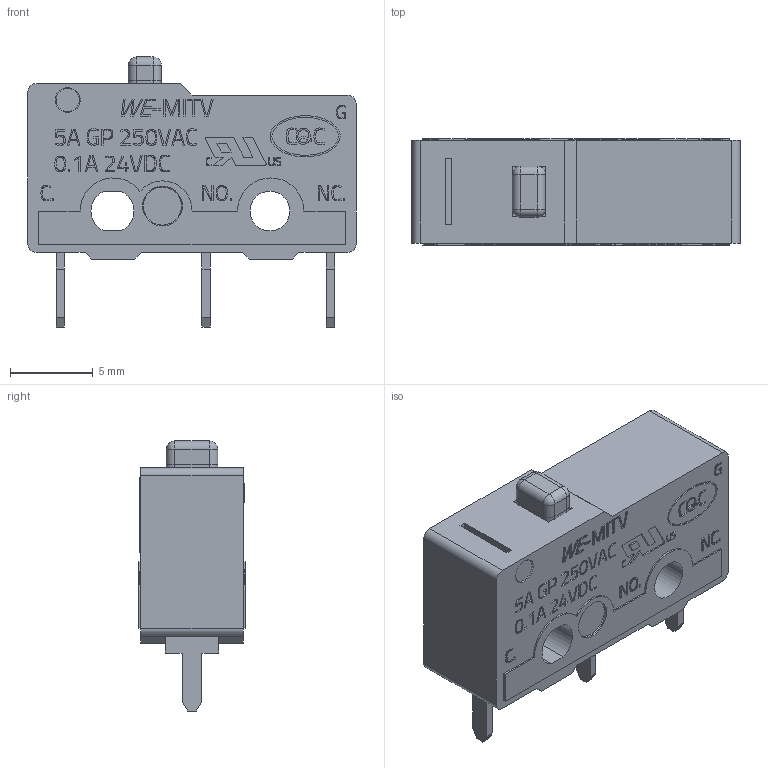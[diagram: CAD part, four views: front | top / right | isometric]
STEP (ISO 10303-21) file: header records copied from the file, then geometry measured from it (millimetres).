
FILE_DESCRIPTION(/* description */ ('Unknown'),/* implementation_level */ '2;1');
FILE_NAME(/* name */ '463091370403',/* time_stamp */ '2024-10-08T17:34:56+02:00',/* author */ ('Unknown'),/* organization */ ('Unknown'),/* preprocessor_version */ 'ST-DEVELOPER v19.4',/* originating_system */ 'Solid Edge',/* authorisation */ 'Unknown');
FILE_SCHEMA (('AUTOMOTIVE_DESIGN {1 0 10303 214 3 1 1}'));
Length unit declared in the file: millimetre
Products named in the file (4): 463091370403_buttons; Base; Terminal; Button
Assembly tree (6 placements, depth 2):
  463091370403_buttons
    Base
    Terminal  x3
    Button  x2
Bounding box: 19.8 x 6.4 x 16.3 mm (x, y, z)
Volume: 1195.4 mm3; surface area: 1060.6 mm2
Topology: 6 solids, 6 shells, 976 faces, 2508 edges, 1659 vertices
Faces by surface type: plane 825, bspline 90, cylinder 49, sphere 8, torus 4
Full cylindrical faces by diameter (mm): 2.4 x3
Entity records: 31547 total; most frequent: CARTESIAN_POINT 11543, ORIENTED_EDGE 4704, DIRECTION 2914, EDGE_CURVE 2352, VERTEX_POINT 1580, B_SPLINE_CURVE_WITH_KNOTS 1216, EDGE_LOOP 1078, FACE_BOUND 1078
